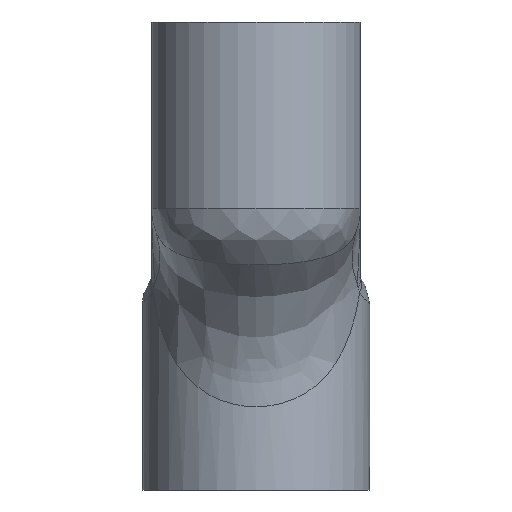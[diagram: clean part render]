
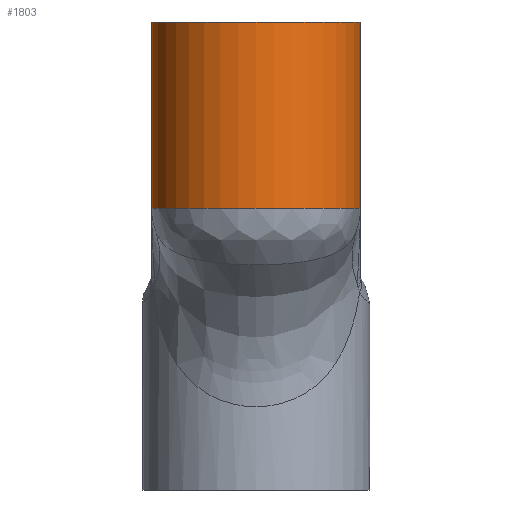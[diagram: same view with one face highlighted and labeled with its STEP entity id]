
A CAD part, left-side view. The second image highlights one B-rep face of the part: STEP entity #1803.
In plain terms, the highlighted cylindrical face has radius 12.2 mm (diameter 24.4 mm), a partial arc.
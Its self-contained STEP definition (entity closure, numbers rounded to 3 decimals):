
#126=CYLINDRICAL_SURFACE('',#1908,12.2);
#147=CIRCLE('',#1866,12.2);
#165=CIRCLE('',#1888,12.2);
#318=LINE('',#3840,#445);
#327=LINE('',#4246,#454);
#445=VECTOR('',#2137,10.);
#454=VECTOR('',#2164,10.);
#563=FACE_OUTER_BOUND('',#672,.T.);
#672=EDGE_LOOP('',(#1674,#1675,#1676,#1677));
#835=VERTEX_POINT('',#3307);
#836=VERTEX_POINT('',#3309);
#856=VERTEX_POINT('',#3838);
#873=VERTEX_POINT('',#4245);
#1068=EDGE_CURVE('',#835,#836,#147,.T.);
#1096=EDGE_CURVE('',#856,#835,#318,.T.);
#1125=EDGE_CURVE('',#873,#836,#327,.T.);
#1133=EDGE_CURVE('',#873,#856,#165,.T.);
#1674=ORIENTED_EDGE('',*,*,#1133,.F.);
#1675=ORIENTED_EDGE('',*,*,#1125,.T.);
#1676=ORIENTED_EDGE('',*,*,#1068,.F.);
#1677=ORIENTED_EDGE('',*,*,#1096,.F.);
#1803=ADVANCED_FACE('',(#563),#126,.T.);
#1866=AXIS2_PLACEMENT_3D('',#3310,#2112,#2113);
#1888=AXIS2_PLACEMENT_3D('',#4330,#2176,#2177);
#1908=AXIS2_PLACEMENT_3D('',#4369,#2218,#2219);
#2112=DIRECTION('center_axis',(0.,0.,1.));
#2113=DIRECTION('ref_axis',(1.,0.,0.));
#2137=DIRECTION('',(0.,0.,1.));
#2164=DIRECTION('',(0.,0.,1.));
#2176=DIRECTION('center_axis',(0.,0.,-1.));
#2177=DIRECTION('ref_axis',(-1.,0.,0.));
#2218=DIRECTION('center_axis',(0.,0.,1.));
#2219=DIRECTION('ref_axis',(-1.,0.,0.));
#3307=CARTESIAN_POINT('',(-13.5,12.2,29.8));
#3309=CARTESIAN_POINT('',(-13.5,-12.2,29.8));
#3310=CARTESIAN_POINT('Origin',(-13.5,0.,29.8));
#3838=CARTESIAN_POINT('',(-13.5,12.2,8.));
#3840=CARTESIAN_POINT('',(-13.5,12.2,0.));
#4245=CARTESIAN_POINT('',(-13.5,-12.2,8.));
#4246=CARTESIAN_POINT('',(-13.5,-12.2,0.));
#4330=CARTESIAN_POINT('Origin',(-13.5,0.,8.));
#4369=CARTESIAN_POINT('Origin',(-13.5,0.,0.));
